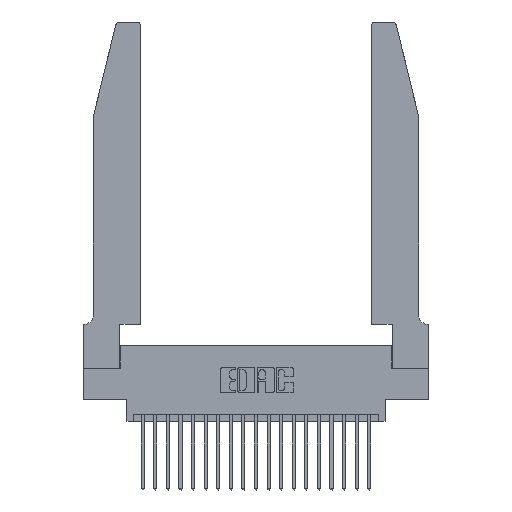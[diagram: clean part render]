
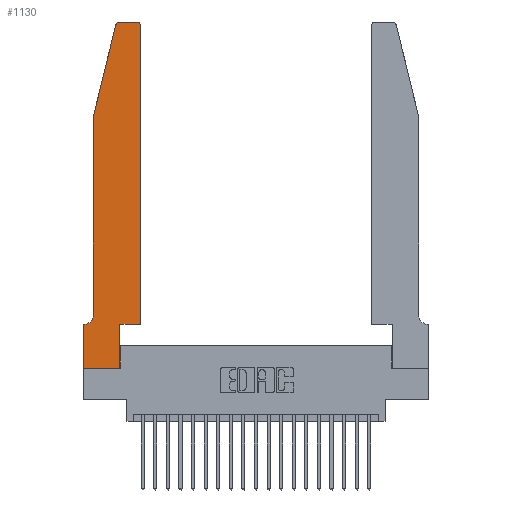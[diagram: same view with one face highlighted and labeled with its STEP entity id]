
A CAD part, top view. The second image highlights one B-rep face of the part: STEP entity #1130.
In plain terms, the highlighted planar face has unit normal (0, 0, 1).
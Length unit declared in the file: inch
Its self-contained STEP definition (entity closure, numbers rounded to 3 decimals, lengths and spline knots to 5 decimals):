
#452 = EDGE_CURVE ( 'NONE', #21797, #5097, #19533, .T. ) ;
#453 = CIRCLE ( 'NONE', #787, 0.03 ) ;
#570 = VECTOR ( 'NONE', #4395, 39.37008 ) ;
#577 = DIRECTION ( 'NONE',  ( 0., -1., 0. ) ) ;
#787 = AXIS2_PLACEMENT_3D ( 'NONE', #15065, #9763, #6464 ) ;
#906 = DIRECTION ( 'NONE',  ( 0., 1., 0. ) ) ;
#931 = FACE_OUTER_BOUND ( 'NONE', #20432, .T. ) ;
#1130 = ADVANCED_FACE ( 'NONE', ( #931 ), #11950, .T. ) ;
#1311 = AXIS2_PLACEMENT_3D ( 'NONE', #15977, #17821, #19437 ) ;
#1656 = CARTESIAN_POINT ( 'NONE',  ( 0.2865, 0., 0.37 ) ) ;
#2253 = LINE ( 'NONE', #21762, #19444 ) ;
#2381 = ORIENTED_EDGE ( 'NONE', *, *, #10672, .T. ) ;
#2669 = VECTOR ( 'NONE', #906, 39.37008 ) ;
#2700 = EDGE_CURVE ( 'NONE', #18497, #6259, #12428, .T. ) ;
#2752 = CARTESIAN_POINT ( 'NONE',  ( 0.2865, 0.35, 0.37 ) ) ;
#3166 = CARTESIAN_POINT ( 'NONE',  ( 0.4505, 0.35, 0.37 ) ) ;
#3217 = CIRCLE ( 'NONE', #1311, 0.07 ) ;
#3839 = DIRECTION ( 'NONE',  ( 0., -1., 0. ) ) ;
#3885 = VERTEX_POINT ( 'NONE', #7074 ) ;
#4306 = DIRECTION ( 'NONE',  ( -1., 0., 0. ) ) ;
#4395 = DIRECTION ( 'NONE',  ( 1., 0., 0. ) ) ;
#4681 = VECTOR ( 'NONE', #3839, 39.37008 ) ;
#4771 = EDGE_CURVE ( 'NONE', #16443, #18497, #3217, .T. ) ;
#5097 = VERTEX_POINT ( 'NONE', #21563 ) ;
#6259 = VERTEX_POINT ( 'NONE', #13379 ) ;
#6270 = DIRECTION ( 'NONE',  ( 1., 0., 0. ) ) ;
#6408 = VERTEX_POINT ( 'NONE', #17513 ) ;
#6464 = DIRECTION ( 'NONE',  ( 1., 0., 0. ) ) ;
#6886 = ORIENTED_EDGE ( 'NONE', *, *, #12082, .T. ) ;
#7074 = CARTESIAN_POINT ( 'NONE',  ( 0.25487, 2.72718, 0.37 ) ) ;
#7131 = ORIENTED_EDGE ( 'NONE', *, *, #19756, .T. ) ;
#7305 = ORIENTED_EDGE ( 'NONE', *, *, #16943, .T. ) ;
#7387 = LINE ( 'NONE', #2752, #2669 ) ;
#7694 = LINE ( 'NONE', #16255, #8808 ) ;
#7762 = LINE ( 'NONE', #9722, #20779 ) ;
#8419 = LINE ( 'NONE', #16547, #10345 ) ;
#8683 = CARTESIAN_POINT ( 'NONE',  ( 0.2865, 0.35, 0.37 ) ) ;
#8759 = VERTEX_POINT ( 'NONE', #1656 ) ;
#8808 = VECTOR ( 'NONE', #577, 39.37008 ) ;
#9451 = DIRECTION ( 'NONE',  ( -0.239, -0.971, 0. ) ) ;
#9548 = EDGE_CURVE ( 'NONE', #18695, #21797, #7762, .T. ) ;
#9693 = CARTESIAN_POINT ( 'NONE',  ( 0.0055, 0.35, 0.37 ) ) ;
#9722 = CARTESIAN_POINT ( 'NONE',  ( 0.4505, 0.35, 0.37 ) ) ;
#9763 = DIRECTION ( 'NONE',  ( 0., 0., 1. ) ) ;
#10291 = VERTEX_POINT ( 'NONE', #15333 ) ;
#10345 = VECTOR ( 'NONE', #4306, 39.37008 ) ;
#10468 = CARTESIAN_POINT ( 'NONE',  ( 0.0755, 0.35, 0.37 ) ) ;
#10672 = EDGE_CURVE ( 'NONE', #14712, #16443, #7694, .T. ) ;
#11285 = LINE ( 'NONE', #16157, #4681 ) ;
#11484 = EDGE_CURVE ( 'NONE', #5097, #6408, #22346, .T. ) ;
#11610 = DIRECTION ( 'NONE',  ( 1., 0., 0. ) ) ;
#11892 = ORIENTED_EDGE ( 'NONE', *, *, #452, .T. ) ;
#11920 = ORIENTED_EDGE ( 'NONE', *, *, #18357, .T. ) ;
#11950 = PLANE ( 'NONE',  #20940 ) ;
#12082 = EDGE_CURVE ( 'NONE', #10291, #3885, #453, .T. ) ;
#12104 = DIRECTION ( 'NONE',  ( 1., 0., 0. ) ) ;
#12279 = ORIENTED_EDGE ( 'NONE', *, *, #12898, .T. ) ;
#12428 = LINE ( 'NONE', #10468, #22376 ) ;
#12898 = EDGE_CURVE ( 'NONE', #6408, #10291, #8419, .T. ) ;
#12958 = CARTESIAN_POINT ( 'NONE',  ( 0.0755, 0.42, 0.37 ) ) ;
#13249 = CARTESIAN_POINT ( 'NONE',  ( 0.4205, 2.72, 0.37 ) ) ;
#13324 = CARTESIAN_POINT ( 'NONE',  ( 0.0755, 2., 0.37 ) ) ;
#13379 = CARTESIAN_POINT ( 'NONE',  ( 0., 0.35, 0.37 ) ) ;
#13829 = CARTESIAN_POINT ( 'NONE',  ( 0., 0.35, 0.37 ) ) ;
#14413 = ORIENTED_EDGE ( 'NONE', *, *, #11484, .T. ) ;
#14551 = ORIENTED_EDGE ( 'NONE', *, *, #4771, .T. ) ;
#14712 = VERTEX_POINT ( 'NONE', #13324 ) ;
#15065 = CARTESIAN_POINT ( 'NONE',  ( 0.284, 2.72, 0.37 ) ) ;
#15333 = CARTESIAN_POINT ( 'NONE',  ( 0.284, 2.75, 0.37 ) ) ;
#15352 = CARTESIAN_POINT ( 'NONE',  ( 0.4505, 0.35, 0.37 ) ) ;
#15667 = VECTOR ( 'NONE', #17279, 39.37008 ) ;
#15977 = CARTESIAN_POINT ( 'NONE',  ( 0.0055, 0.42, 0.37 ) ) ;
#16157 = CARTESIAN_POINT ( 'NONE',  ( 0., 0., 0.37 ) ) ;
#16255 = CARTESIAN_POINT ( 'NONE',  ( 0.0755, 2., 0.37 ) ) ;
#16443 = VERTEX_POINT ( 'NONE', #12958 ) ;
#16488 = CARTESIAN_POINT ( 'NONE',  ( 0., 0., 0.37 ) ) ;
#16547 = CARTESIAN_POINT ( 'NONE',  ( 0.2605, 2.75, 0.37 ) ) ;
#16652 = ORIENTED_EDGE ( 'NONE', *, *, #20569, .T. ) ;
#16943 = EDGE_CURVE ( 'NONE', #3885, #14712, #2253, .T. ) ;
#17088 = DIRECTION ( 'NONE',  ( 0., 0., 1. ) ) ;
#17279 = DIRECTION ( 'NONE',  ( 0., 1., 0. ) ) ;
#17368 = VERTEX_POINT ( 'NONE', #17371 ) ;
#17371 = CARTESIAN_POINT ( 'NONE',  ( 0., 0., 0.37 ) ) ;
#17513 = CARTESIAN_POINT ( 'NONE',  ( 0.4205, 2.75, 0.37 ) ) ;
#17821 = DIRECTION ( 'NONE',  ( 0., 0., -1. ) ) ;
#18357 = EDGE_CURVE ( 'NONE', #17368, #8759, #19964, .T. ) ;
#18497 = VERTEX_POINT ( 'NONE', #9693 ) ;
#18540 = ORIENTED_EDGE ( 'NONE', *, *, #9548, .T. ) ;
#18695 = VERTEX_POINT ( 'NONE', #8683 ) ;
#19165 = DIRECTION ( 'NONE',  ( 0., 0., 1. ) ) ;
#19437 = DIRECTION ( 'NONE',  ( -1., 0., 0. ) ) ;
#19444 = VECTOR ( 'NONE', #9451, 39.37008 ) ;
#19533 = LINE ( 'NONE', #3166, #15667 ) ;
#19756 = EDGE_CURVE ( 'NONE', #6259, #17368, #11285, .T. ) ;
#19911 = AXIS2_PLACEMENT_3D ( 'NONE', #13249, #17088, #11610 ) ;
#19964 = LINE ( 'NONE', #16488, #570 ) ;
#20432 = EDGE_LOOP ( 'NONE', ( #12279, #6886, #7305, #2381, #14551, #22082, #7131, #11920, #16652, #18540, #11892, #14413 ) ) ;
#20569 = EDGE_CURVE ( 'NONE', #8759, #18695, #7387, .T. ) ;
#20779 = VECTOR ( 'NONE', #6270, 39.37008 ) ;
#20940 = AXIS2_PLACEMENT_3D ( 'NONE', #13829, #19165, #12104 ) ;
#21246 = DIRECTION ( 'NONE',  ( -1., 0., 0. ) ) ;
#21563 = CARTESIAN_POINT ( 'NONE',  ( 0.4505, 2.72, 0.37 ) ) ;
#21762 = CARTESIAN_POINT ( 'NONE',  ( 0.0755, 2., 0.37 ) ) ;
#21797 = VERTEX_POINT ( 'NONE', #15352 ) ;
#22082 = ORIENTED_EDGE ( 'NONE', *, *, #2700, .T. ) ;
#22346 = CIRCLE ( 'NONE', #19911, 0.03 ) ;
#22376 = VECTOR ( 'NONE', #21246, 39.37008 ) ;
